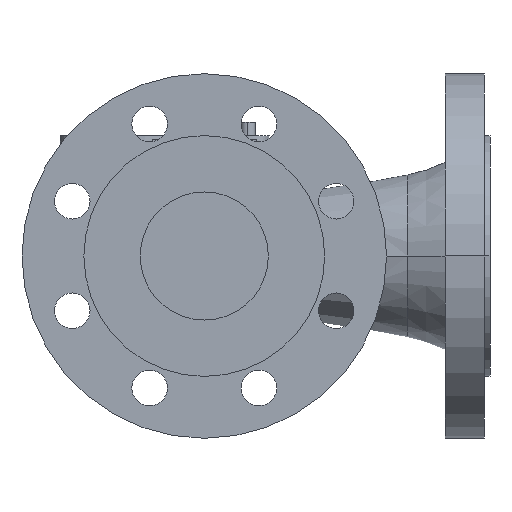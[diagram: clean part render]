
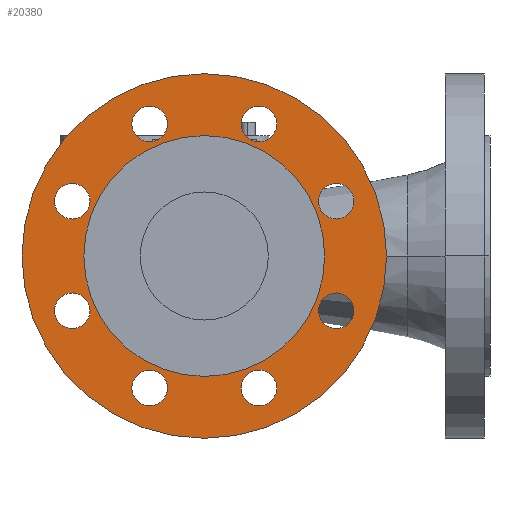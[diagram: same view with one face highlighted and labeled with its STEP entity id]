
A CAD part, front view. The second image highlights one B-rep face of the part: STEP entity #20380.
In plain terms, the highlighted planar face has unit normal (0, -1, 0).
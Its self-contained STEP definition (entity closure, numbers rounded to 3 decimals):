
#1970=CARTESIAN_POINT('',(-61.1,3.,0.))
;
#1980=VERTEX_POINT('',#1970);
#2140=CARTESIAN_POINT('',(61.1,3.,0.));
#2150=VERTEX_POINT('',#2140);
#2180=CARTESIAN_POINT('',(0.,3.,0.));
#2190=DIRECTION('',(0.,-1.,-0.));
#2200=DIRECTION('',(-1.,0.,0.));
#2210=AXIS2_PLACEMENT_3D('',#2180,#2190,#2200);
#2220=CIRCLE('',#2210,61.1);
#2230=EDGE_CURVE('',#1980,#2150,#2220,.T.);
#2370=CARTESIAN_POINT('',(-92.5,3.,0.))
;
#2380=VERTEX_POINT('',#2370);
#2430=CARTESIAN_POINT('',(0.,3.,0.));
#2440=DIRECTION('',(0.,-1.,-0.));
#2450=DIRECTION('',(-1.,0.,0.));
#2460=AXIS2_PLACEMENT_3D('',#2430,#2440,#2450);
#2470=CIRCLE('',#2460,92.5);
#2480=CARTESIAN_POINT('',(92.5,3.,0.));
#2490=VERTEX_POINT('',#2480);
#2500=EDGE_CURVE('',#2380,#2490,#2470,.T.);
#10620=CARTESIAN_POINT('',(57.981,3.,
-27.745));
#10630=VERTEX_POINT('',#10620);
#10790=CARTESIAN_POINT('',(75.981,3.,
-27.745));
#10800=VERTEX_POINT('',#10790);
#10830=CARTESIAN_POINT('',(66.981,3.,
-27.745));
#10840=DIRECTION('',(-0.,1.,0.));
#10850=DIRECTION('',(1.,0.,0.));
#10860=AXIS2_PLACEMENT_3D('',#10830,#10840,#10850);
#10870=CIRCLE('',#10860,9.);
#10880=EDGE_CURVE('',#10800,#10630,#10870,.T.);
#11040=CARTESIAN_POINT('',(75.981,3.,27.745));
#11050=VERTEX_POINT('',#11040);
#11210=CARTESIAN_POINT('',(57.981,3.,
27.745));
#11220=VERTEX_POINT('',#11210);
#11250=CARTESIAN_POINT('',(66.981,3.,
27.745));
#11260=DIRECTION('',(-0.,1.,0.));
#11270=DIRECTION('',(1.,0.,0.));
#11280=AXIS2_PLACEMENT_3D('',#11250,#11260,#11270);
#11290=CIRCLE('',#11280,9.);
#11300=EDGE_CURVE('',#11220,#11050,#11290,.T.);
#11460=CARTESIAN_POINT('',(36.745,3.,
66.981));
#11470=VERTEX_POINT('',#11460);
#11500=CARTESIAN_POINT('',(27.745,3.,
66.981));
#11510=DIRECTION('',(-0.,1.,0.));
#11520=DIRECTION('',(1.,0.,0.));
#11530=AXIS2_PLACEMENT_3D('',#11500,#11510,#11520);
#11540=CIRCLE('',#11530,9.);
#11550=CARTESIAN_POINT('',(18.745,3.,
66.981));
#11560=VERTEX_POINT('',#11550);
#11570=EDGE_CURVE('',#11470,#11560,#11540,.T.);
#11880=CARTESIAN_POINT('',(-18.745,3.,66.981));
#11890=VERTEX_POINT('',#11880);
#12050=CARTESIAN_POINT('',(-36.745,3.,
66.981));
#12060=VERTEX_POINT('',#12050);
#12090=CARTESIAN_POINT('',(-27.745,3.,
66.981));
#12100=DIRECTION('',(-0.,1.,0.));
#12110=DIRECTION('',(1.,0.,0.));
#12120=AXIS2_PLACEMENT_3D('',#12090,#12100,#12110);
#12130=CIRCLE('',#12120,9.);
#12140=EDGE_CURVE('',#12060,#11890,#12130,.T.);
#12300=CARTESIAN_POINT('',(-57.981,3.,27.745));
#12310=VERTEX_POINT('',#12300);
#12470=CARTESIAN_POINT('',(-75.981,3.,
27.745));
#12480=VERTEX_POINT('',#12470);
#12510=CARTESIAN_POINT('',(-66.981,3.,
27.745));
#12520=DIRECTION('',(-0.,1.,0.));
#12530=DIRECTION('',(1.,0.,0.));
#12540=AXIS2_PLACEMENT_3D('',#12510,#12520,#12530);
#12550=CIRCLE('',#12540,9.);
#12560=EDGE_CURVE('',#12480,#12310,#12550,.T.);
#12720=CARTESIAN_POINT('',(-57.981,3.,-27.745));
#12730=VERTEX_POINT('',#12720);
#12890=CARTESIAN_POINT('',(-75.981,3.,
-27.745));
#12900=VERTEX_POINT('',#12890);
#12930=CARTESIAN_POINT('',(-66.981,3.,
-27.745));
#12940=DIRECTION('',(-0.,1.,0.));
#12950=DIRECTION('',(1.,0.,0.));
#12960=AXIS2_PLACEMENT_3D('',#12930,#12940,#12950);
#12970=CIRCLE('',#12960,9.);
#12980=EDGE_CURVE('',#12900,#12730,#12970,.T.);
#13140=CARTESIAN_POINT('',(-18.745,3.,-66.981));
#13150=VERTEX_POINT('',#13140);
#13310=CARTESIAN_POINT('',(-36.745,3.,
-66.981));
#13320=VERTEX_POINT('',#13310);
#13350=CARTESIAN_POINT('',(-27.745,3.,
-66.981));
#13360=DIRECTION('',(-0.,1.,0.));
#13370=DIRECTION('',(1.,0.,0.));
#13380=AXIS2_PLACEMENT_3D('',#13350,#13360,#13370);
#13390=CIRCLE('',#13380,9.);
#13400=EDGE_CURVE('',#13320,#13150,#13390,.T.);
#13560=CARTESIAN_POINT('',(18.745,3.,
-66.981));
#13570=VERTEX_POINT('',#13560);
#13600=CARTESIAN_POINT('',(27.745,3.,
-66.981));
#13610=DIRECTION('',(-0.,1.,0.));
#13620=DIRECTION('',(1.,0.,0.));
#13630=AXIS2_PLACEMENT_3D('',#13600,#13610,#13620);
#13640=CIRCLE('',#13630,9.);
#13650=CARTESIAN_POINT('',(36.745,3.,-66.981));
#13660=VERTEX_POINT('',#13650);
#13670=EDGE_CURVE('',#13570,#13660,#13640,.T.);
#19830=CARTESIAN_POINT('',(-76.8,3.,0.)
);
#19840=DIRECTION('',(0.,-1.,-0.));
#19850=DIRECTION('',(-1.,0.,0.));
#19860=AXIS2_PLACEMENT_3D('',#19830,#19840,#19850);
#19870=PLANE('',#19860);
#19880=EDGE_CURVE('',#13660,#13570,#13640,.T.);
#19890=ORIENTED_EDGE('',*,*,#19880,.T.);
#19900=ORIENTED_EDGE('',*,*,#13670,.T.);
#19910=EDGE_LOOP('',(#19900,#19890));
#19920=FACE_BOUND('',#19910,.T.);
#19930=EDGE_CURVE('',#13150,#13320,#13390,.T.);
#19940=ORIENTED_EDGE('',*,*,#19930,.T.);
#19950=ORIENTED_EDGE('',*,*,#13400,.T.);
#19960=EDGE_LOOP('',(#19950,#19940));
#19970=FACE_BOUND('',#19960,.T.);
#19980=EDGE_CURVE('',#12730,#12900,#12970,.T.);
#19990=ORIENTED_EDGE('',*,*,#19980,.T.);
#20000=ORIENTED_EDGE('',*,*,#12980,.T.);
#20010=EDGE_LOOP('',(#20000,#19990));
#20020=FACE_BOUND('',#20010,.T.);
#20030=EDGE_CURVE('',#12310,#12480,#12550,.T.);
#20040=ORIENTED_EDGE('',*,*,#20030,.T.);
#20050=ORIENTED_EDGE('',*,*,#12560,.T.);
#20060=EDGE_LOOP('',(#20050,#20040));
#20070=FACE_BOUND('',#20060,.T.);
#20080=EDGE_CURVE('',#11890,#12060,#12130,.T.);
#20090=ORIENTED_EDGE('',*,*,#20080,.T.);
#20100=ORIENTED_EDGE('',*,*,#12140,.T.);
#20110=EDGE_LOOP('',(#20100,#20090));
#20120=FACE_BOUND('',#20110,.T.);
#20130=EDGE_CURVE('',#11560,#11470,#11540,.T.);
#20140=ORIENTED_EDGE('',*,*,#20130,.T.);
#20150=ORIENTED_EDGE('',*,*,#11570,.T.);
#20160=EDGE_LOOP('',(#20150,#20140));
#20170=FACE_BOUND('',#20160,.T.);
#20180=EDGE_CURVE('',#11050,#11220,#11290,.T.);
#20190=ORIENTED_EDGE('',*,*,#20180,.T.);
#20200=ORIENTED_EDGE('',*,*,#11300,.T.);
#20210=EDGE_LOOP('',(#20200,#20190));
#20220=FACE_BOUND('',#20210,.T.);
#20230=EDGE_CURVE('',#10630,#10800,#10870,.T.);
#20240=ORIENTED_EDGE('',*,*,#20230,.T.);
#20250=ORIENTED_EDGE('',*,*,#10880,.T.);
#20260=EDGE_LOOP('',(#20250,#20240));
#20270=FACE_BOUND('',#20260,.T.);
#20280=EDGE_CURVE('',#2150,#1980,#2220,.T.);
#20290=ORIENTED_EDGE('',*,*,#20280,.F.);
#20300=ORIENTED_EDGE('',*,*,#2230,.F.);
#20310=EDGE_LOOP('',(#20300,#20290));
#20320=FACE_BOUND('',#20310,.T.);
#20330=EDGE_CURVE('',#2490,#2380,#2470,.T.);
#20340=ORIENTED_EDGE('',*,*,#20330,.T.);
#20350=ORIENTED_EDGE('',*,*,#2500,.T.);
#20360=EDGE_LOOP('',(#20350,#20340));
#20370=FACE_OUTER_BOUND('',#20360,.T.);
#20380=ADVANCED_FACE('',(#19920,#19970,#20020,#20070,#20120,#20170,
#20220,#20270,#20320,#20370),#19870,.T.);
